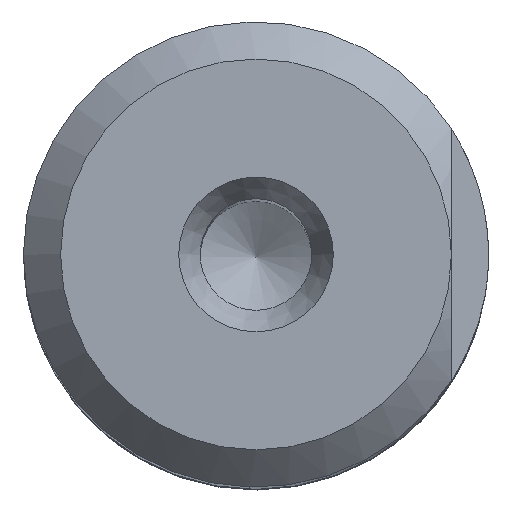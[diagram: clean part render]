
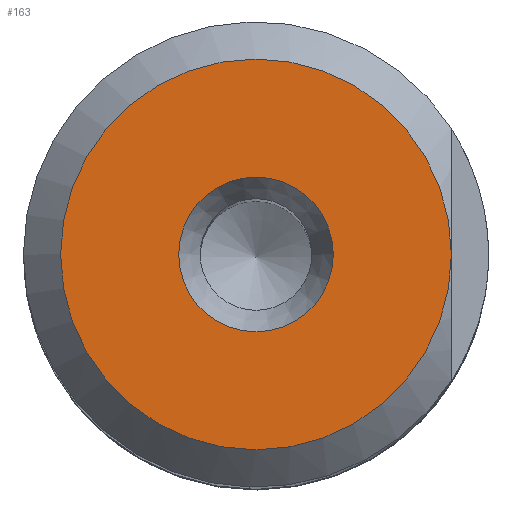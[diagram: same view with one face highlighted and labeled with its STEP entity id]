
A CAD part, top view. The second image highlights one B-rep face of the part: STEP entity #163.
In plain terms, the highlighted planar face has unit normal (0, 0, 1).
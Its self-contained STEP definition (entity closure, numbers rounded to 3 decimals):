
#35=PLANE('',#896);
#163=ADVANCED_FACE('',(#372,#373),#35,.T.);
#372=FACE_BOUND('',#484,.T.);
#373=FACE_BOUND('',#485,.T.);
#484=EDGE_LOOP('',(#610));
#485=EDGE_LOOP('',(#611));
#610=ORIENTED_EDGE('',*,*,#744,.T.);
#611=ORIENTED_EDGE('',*,*,#768,.F.);
#677=VERTEX_POINT('',#1617);
#703=VERTEX_POINT('',#1685);
#744=EDGE_CURVE('',#677,#677,#805,.T.);
#768=EDGE_CURVE('',#703,#703,#822,.T.);
#805=CIRCLE('',#862,10.5);
#822=CIRCLE('',#894,4.155);
#862=AXIS2_PLACEMENT_3D('',#1624,#1017,#1018);
#894=AXIS2_PLACEMENT_3D('',#1684,#1085,#1086);
#896=AXIS2_PLACEMENT_3D('',#1687,#1089,#1090);
#1017=DIRECTION('',(0.,0.,1.));
#1018=DIRECTION('',(1.,0.,0.));
#1085=DIRECTION('',(0.,0.,1.));
#1086=DIRECTION('',(1.,0.,0.));
#1089=DIRECTION('',(0.,0.,1.));
#1090=DIRECTION('',(1.,0.,0.));
#1617=CARTESIAN_POINT('',(10.5,0.,56.));
#1624=CARTESIAN_POINT('',(0.,0.,56.));
#1684=CARTESIAN_POINT('',(0.,0.,56.));
#1685=CARTESIAN_POINT('',(4.155,0.,56.));
#1687=CARTESIAN_POINT('',(4.155,0.,56.));
